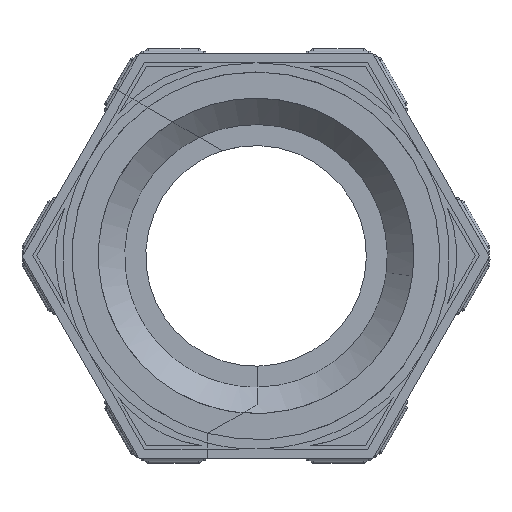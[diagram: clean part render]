
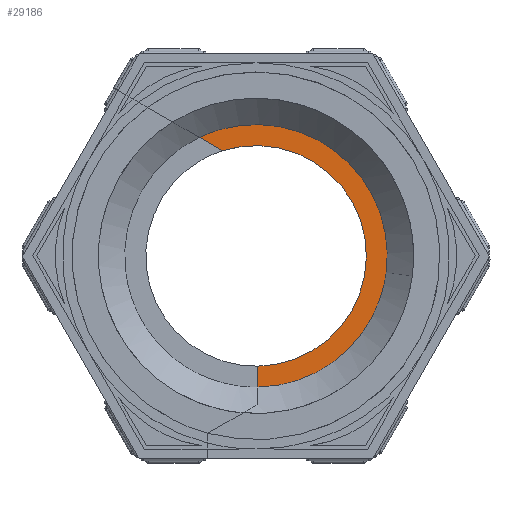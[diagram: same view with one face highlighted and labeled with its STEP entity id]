
A CAD part, top view. The second image highlights one B-rep face of the part: STEP entity #29186.
In plain terms, the highlighted planar face has unit normal (0, 0, 1).
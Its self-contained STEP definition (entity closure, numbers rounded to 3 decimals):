
#29086=CARTESIAN_POINT('',(1.334,-103.92,37.));
#29087=VERTEX_POINT('',#29086);
#29088=CARTESIAN_POINT('',(-47.29,92.67,37.));
#29089=VERTEX_POINT('',#29088);
#29090=CARTESIAN_POINT('',(0.055,0.072,37.));
#29091=DIRECTION('',(0.,0.,1.));
#29092=DIRECTION('',(0.5,-0.866,0.));
#29093=AXIS2_PLACEMENT_3D('',#29090,#29091,#29092);
#29094=CIRCLE('',#29093,104.);
#29095=EDGE_CURVE('',#29087,#29089,#29094,.T.);
#29128=CARTESIAN_POINT('',(1.334,-83.919,37.));
#29129=VERTEX_POINT('',#29128);
#29138=CARTESIAN_POINT('',(-25.501,80.09,37.));
#29139=VERTEX_POINT('',#29138);
#29140=CARTESIAN_POINT('',(0.055,0.072,37.));
#29141=DIRECTION('',(0.,0.,1.));
#29142=DIRECTION('',(0.5,-0.866,0.));
#29143=AXIS2_PLACEMENT_3D('',#29140,#29141,#29142);
#29144=CIRCLE('',#29143,84.);
#29145=EDGE_CURVE('',#29129,#29139,#29144,.T.);
#29165=CARTESIAN_POINT('',(0.056,0.069,37.));
#29166=DIRECTION('',(0.,0.,1.));
#29167=DIRECTION('',(0.5,-0.866,0.));
#29168=AXIS2_PLACEMENT_3D('',#29165,#29166,#29167);
#29169=PLANE('',#29168);
#29170=CARTESIAN_POINT('',(1.334,-103.92,37.));
#29171=DIRECTION('',(0.,1.,0.));
#29172=VECTOR('',#29171,20.002);
#29173=LINE('',#29170,#29172);
#29174=EDGE_CURVE('',#29087,#29129,#29173,.T.);
#29175=ORIENTED_EDGE('',*,*,#29174,.F.);
#29176=ORIENTED_EDGE('',*,*,#29095,.T.);
#29177=CARTESIAN_POINT('',(-47.29,92.67,37.));
#29178=DIRECTION('',(0.866,-0.5,0.));
#29179=VECTOR('',#29178,25.16);
#29180=LINE('',#29177,#29179);
#29181=EDGE_CURVE('',#29089,#29139,#29180,.T.);
#29182=ORIENTED_EDGE('',*,*,#29181,.T.);
#29183=ORIENTED_EDGE('',*,*,#29145,.F.);
#29184=EDGE_LOOP('',(#29175,#29176,#29182,#29183));
#29185=FACE_BOUND('',#29184,.T.);
#29186=ADVANCED_FACE('',(#29185),#29169,.T.);
